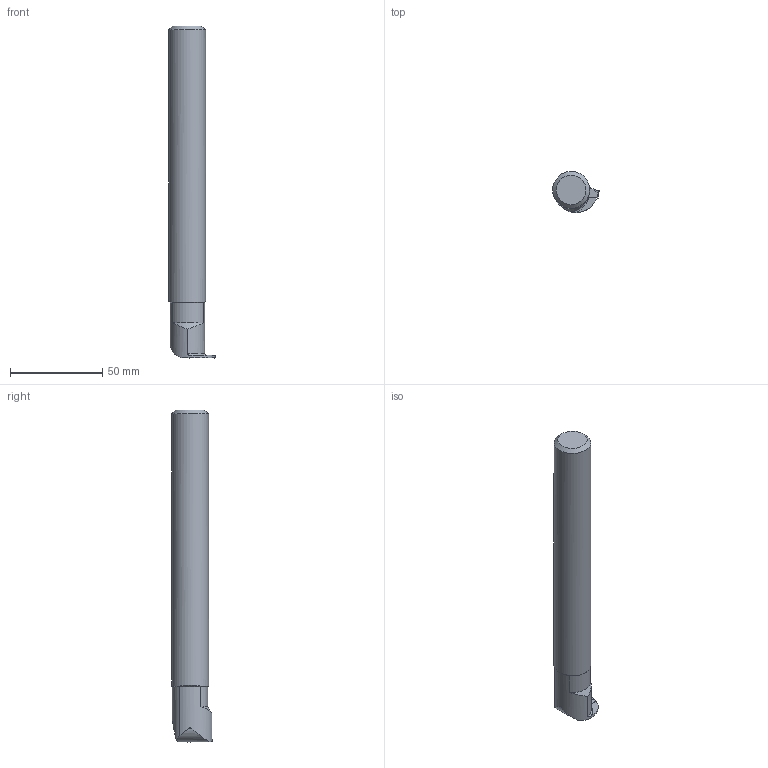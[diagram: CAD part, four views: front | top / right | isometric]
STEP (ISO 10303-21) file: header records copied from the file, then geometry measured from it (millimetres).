
FILE_DESCRIPTION(/* description */ (''),/* implementation_level */ '2;1');
FILE_NAME(/* name */ '1553683507352.stp',/* time_stamp */ '2019-03-27T16:15:45+06:00',/* author */ (''),/* organization */ ('SMS'),/* preprocessor_version */ 'ST-DEVELOPER v15',/* originating_system */ 'SIEMENS PLM Software NX 8.5',/* authorisation */ '');
FILE_SCHEMA (('AUTOMOTIVE_DESIGN { 1 0 10303 214 3 1 1 1 }'));
Length unit declared in the file: millimetre
Products named in the file (4): ASSEMBLY_CONSTRUCTION; 201539459mod000_00; 201701827mod000_00; 201701820mod000_00
Assembly tree (3 placements, depth 2):
  201701820mod000_00
    201701827mod000_00
    201539459mod000_00
    ASSEMBLY_CONSTRUCTION
Bounding box: 25.25 x 22 x 180.03 mm (x, y, z)
Volume: 55662.2 mm3; surface area: 12010.9 mm2
Topology: 2 solids, 2 shells, 80 faces, 220 edges, 151 vertices
Faces by surface type: plane 31, cylinder 16, extrusion 16, bspline 9, cone 7, torus 1
Full cylindrical faces by diameter (mm): 20 x1
Entity records: 3221 total; most frequent: CARTESIAN_POINT 1212, ORIENTED_EDGE 432, DIRECTION 304, EDGE_CURVE 216, VERTEX_POINT 142, VECTOR 114, B_SPLINE_CURVE_WITH_KNOTS 104, LINE 98
